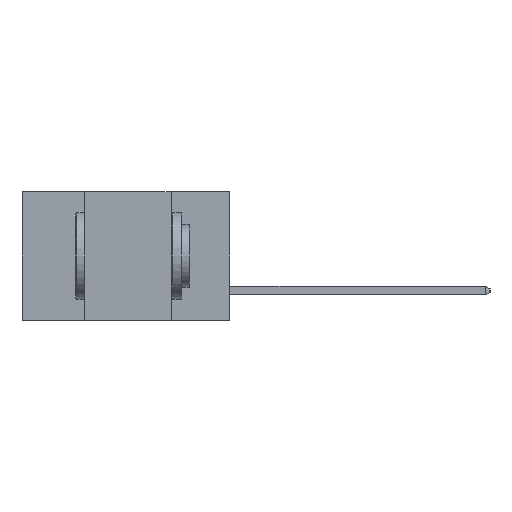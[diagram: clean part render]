
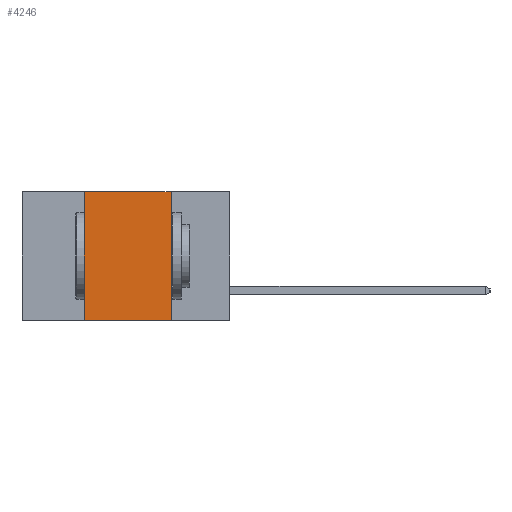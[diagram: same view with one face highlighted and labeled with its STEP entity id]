
A CAD part, left-side view. The second image highlights one B-rep face of the part: STEP entity #4246.
In plain terms, the highlighted planar face has unit normal (-1, 0, 0).
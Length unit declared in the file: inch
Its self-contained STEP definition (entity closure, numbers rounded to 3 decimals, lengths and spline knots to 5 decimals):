
#358 = VERTEX_POINT ( 'NONE', #11689 ) ;
#403 = CARTESIAN_POINT ( 'NONE',  ( 0., 0.17, -0.37 ) ) ;
#472 = LINE ( 'NONE', #1688, #9448 ) ;
#519 = ORIENTED_EDGE ( 'NONE', *, *, #5383, .F. ) ;
#1142 = CARTESIAN_POINT ( 'NONE',  ( 0., 0.42, -0.37 ) ) ;
#1356 = DIRECTION ( 'NONE',  ( 0., 0., -1. ) ) ;
#1672 = DIRECTION ( 'NONE',  ( 0., -1., 0. ) ) ;
#1688 = CARTESIAN_POINT ( 'NONE',  ( 0., 0.6, 0. ) ) ;
#1762 = CARTESIAN_POINT ( 'NONE',  ( 0., 0.17, -0.37 ) ) ;
#3086 = ORIENTED_EDGE ( 'NONE', *, *, #11499, .T. ) ;
#4141 = LINE ( 'NONE', #6034, #11011 ) ;
#4246 = ADVANCED_FACE ( 'NONE', ( #8454 ), #9155, .F. ) ;
#5383 = EDGE_CURVE ( 'NONE', #6065, #358, #11552, .T. ) ;
#6034 = CARTESIAN_POINT ( 'NONE',  ( 0., 0.6, -0.37 ) ) ;
#6065 = VERTEX_POINT ( 'NONE', #1142 ) ;
#6552 = EDGE_CURVE ( 'NONE', #358, #10899, #472, .T. ) ;
#7181 = CARTESIAN_POINT ( 'NONE',  ( 0., 0.17, 0. ) ) ;
#7684 = ORIENTED_EDGE ( 'NONE', *, *, #9551, .F. ) ;
#7838 = AXIS2_PLACEMENT_3D ( 'NONE', #9449, #9125, #9045 ) ;
#7850 = DIRECTION ( 'NONE',  ( 0., -1., 0. ) ) ;
#8369 = VERTEX_POINT ( 'NONE', #1762 ) ;
#8454 = FACE_OUTER_BOUND ( 'NONE', #11825, .T. ) ;
#8975 = VECTOR ( 'NONE', #11179, 39.37008 ) ;
#9045 = DIRECTION ( 'NONE',  ( 0., 0., -1. ) ) ;
#9125 = DIRECTION ( 'NONE',  ( 1., 0., 0. ) ) ;
#9155 = PLANE ( 'NONE',  #7838 ) ;
#9448 = VECTOR ( 'NONE', #1672, 39.37008 ) ;
#9449 = CARTESIAN_POINT ( 'NONE',  ( 0., 0.6, 0. ) ) ;
#9551 = EDGE_CURVE ( 'NONE', #10899, #8369, #10647, .T. ) ;
#10028 = ORIENTED_EDGE ( 'NONE', *, *, #6552, .F. ) ;
#10359 = VECTOR ( 'NONE', #1356, 39.37008 ) ;
#10647 = LINE ( 'NONE', #403, #10359 ) ;
#10899 = VERTEX_POINT ( 'NONE', #7181 ) ;
#11011 = VECTOR ( 'NONE', #7850, 39.37008 ) ;
#11179 = DIRECTION ( 'NONE',  ( 0., 0., 1. ) ) ;
#11319 = CARTESIAN_POINT ( 'NONE',  ( 0., 0.42, -0.37 ) ) ;
#11499 = EDGE_CURVE ( 'NONE', #6065, #8369, #4141, .T. ) ;
#11552 = LINE ( 'NONE', #11319, #8975 ) ;
#11689 = CARTESIAN_POINT ( 'NONE',  ( 0., 0.42, 0. ) ) ;
#11825 = EDGE_LOOP ( 'NONE', ( #7684, #10028, #519, #3086 ) ) ;
